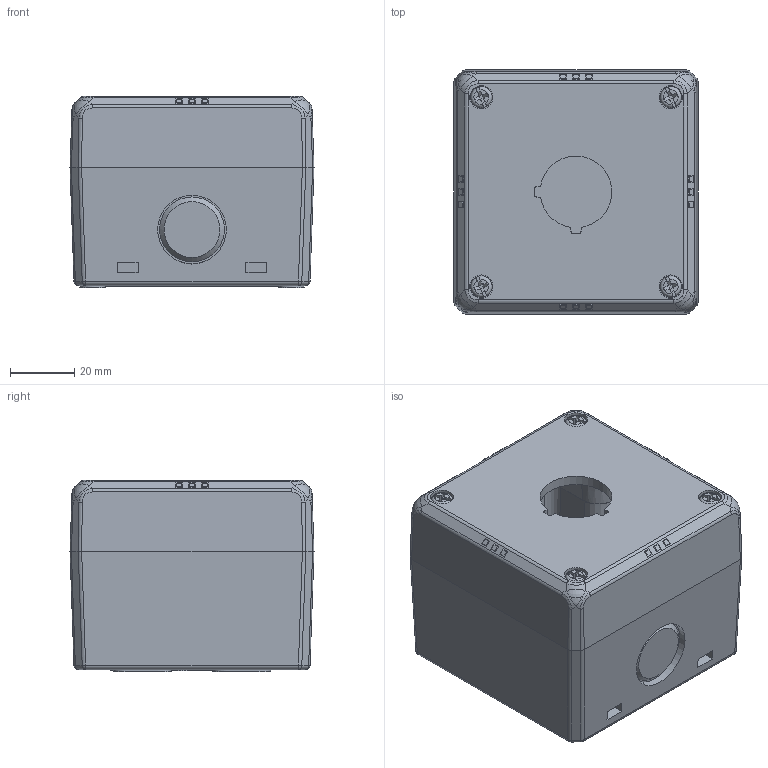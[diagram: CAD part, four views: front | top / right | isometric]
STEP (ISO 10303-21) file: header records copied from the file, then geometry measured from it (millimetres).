
FILE_DESCRIPTION(/* description */ (''),/* implementation_level */ '2;1');
FILE_NAME(/* name */ 'JHFB-1PG.stp',/* time_stamp */ '2022-11-08T14:16:19+08:00',/* author */ (''),/* organization */ (''),/* preprocessor_version */ 'ST-DEVELOPER v11',/* originating_system */ 'SIEMENS UGS NX 6.0',/* authorisation */ '');
FILE_SCHEMA (('CONFIG_CONTROL_DESIGN'));
Length unit declared in the file: millimetre
Products named in the file (1): JHFB-1PG
Bounding box: 76 x 76 x 59.55 mm (x, y, z)
Volume: 41860.4 mm3; surface area: 75608.4 mm2
Topology: 5 solids, 6 shells, 1030 faces, 2674 edges, 1732 vertices
Faces by surface type: plane 614, cylinder 224, cone 93, bspline 32, extrusion 29, torus 20, sphere 18
Full cylindrical faces by diameter (mm): 3.2 x4, 3.5 x10, 3.7 x4, 4.5 x4, 4.6 x6, 4.7 x4, 6 x2, 6.6 x4, 7.25 x4, 9.2 x4, 15 x1, 21.4 x2
Entity records: 43362 total; most frequent: CARTESIAN_POINT 19037, ORIENTED_EDGE 5050, DIRECTION 4823, EDGE_CURVE 2525, VERTEX_POINT 1683, AXIS2_PLACEMENT_3D 1661, VECTOR 1501, LINE 1472
